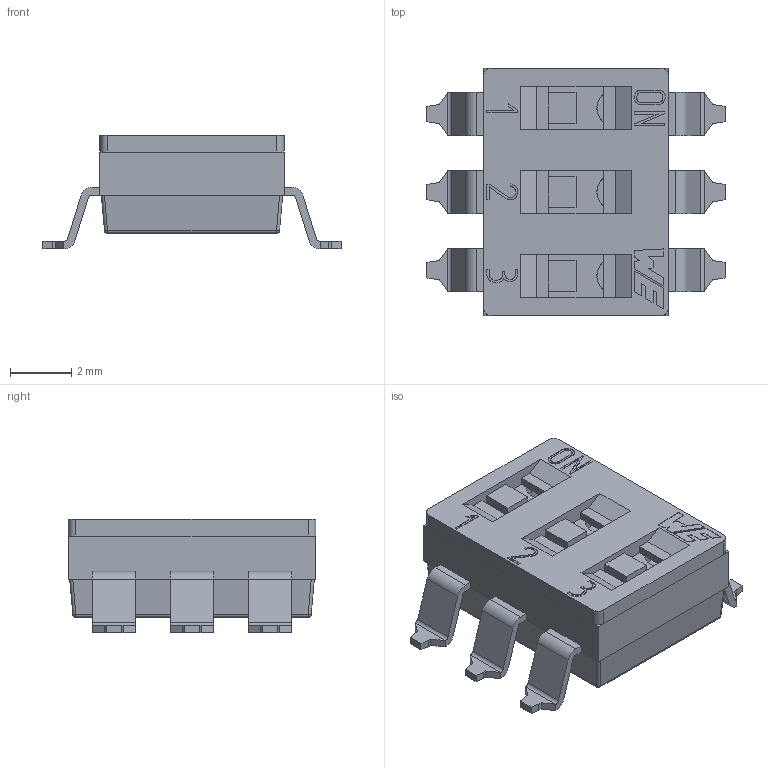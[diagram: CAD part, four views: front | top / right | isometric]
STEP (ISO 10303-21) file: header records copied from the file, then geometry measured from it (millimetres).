
FILE_DESCRIPTION(('FreeCAD Model'),'2;1');
FILE_NAME('Fusion.step', '2018-05-28T13:40:31',('kicad StepUp'),('ksu MCAD'), 'Open CASCADE STEP processor 6.8','FreeCAD','Unknown');
FILE_SCHEMA(('AUTOMOTIVE_DESIGN_CC2 { 1 2 10303 214 -1 1 5 4 }'));
Length unit declared in the file: millimetre
Products named in the file (1): Fusion
Bounding box: 9.7 x 8.06 x 3.7 mm (x, y, z)
Volume: 118.2 mm3; surface area: 358.7 mm2
Topology: 1 solids, 1 shells, 329 faces, 903 edges, 578 vertices
Faces by surface type: plane 236, cylinder 46, extrusion 43, sphere 4
Entity records: 14801 total; most frequent: CARTESIAN_POINT 4409, ORIENTED_EDGE 1810, DIRECTION 1439, EDGE_CURVE 899, VECTOR 669, LINE 626, VERTEX_POINT 578, AXIS2_PLACEMENT_3D 385
